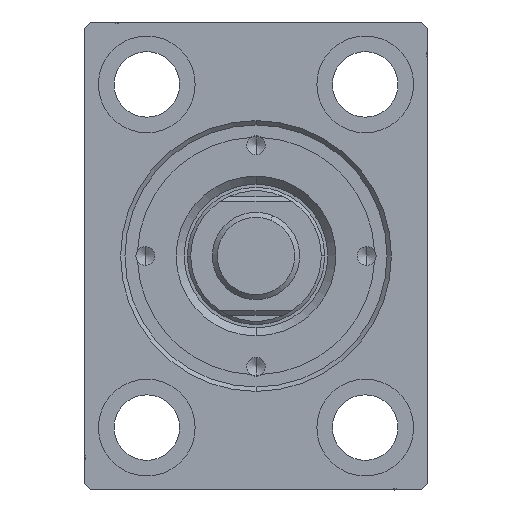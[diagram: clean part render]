
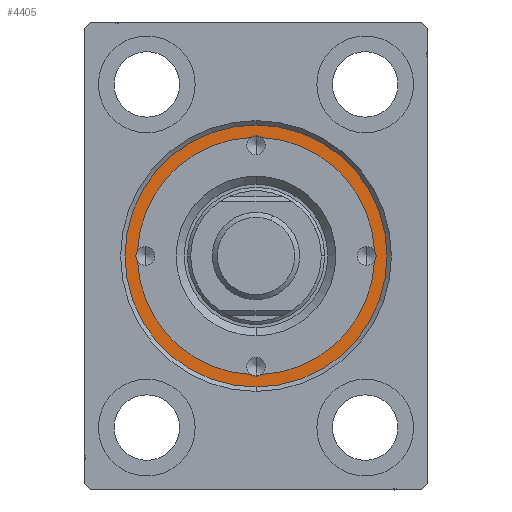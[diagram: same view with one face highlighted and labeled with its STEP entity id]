
A CAD part, left-side view. The second image highlights one B-rep face of the part: STEP entity #4405.
In plain terms, the highlighted face is planar.
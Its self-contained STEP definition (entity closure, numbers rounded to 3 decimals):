
#213 = AXIS2_PLACEMENT_3D ( 'NONE', #28496, #38798, #11078 ) ;
#394 = CARTESIAN_POINT ( 'NONE',  ( 0.858, 18.981, 10. ) ) ;
#856 = CARTESIAN_POINT ( 'NONE',  ( -19.25, 0., 10. ) ) ;
#1049 = AXIS2_PLACEMENT_3D ( 'NONE', #7593, #39200, #7836 ) ;
#1681 = PLANE ( 'NONE',  #12509 ) ;
#2056 = AXIS2_PLACEMENT_3D ( 'NONE', #41637, #13894, #43441 ) ;
#2692 = CARTESIAN_POINT ( 'NONE',  ( 18.981, 0.858, 10. ) ) ;
#2830 = DIRECTION ( 'NONE',  ( 1., 0., 0. ) ) ;
#3462 = CIRCLE ( 'NONE', #2056, 19. ) ;
#4405 = ADVANCED_FACE ( 'NONE', ( #30269, #16064 ), #1681, .T. ) ;
#4814 = AXIS2_PLACEMENT_3D ( 'NONE', #34841, #38723, #11003 ) ;
#4922 = VERTEX_POINT ( 'NONE', #9101 ) ;
#4995 = VERTEX_POINT ( 'NONE', #2692 ) ;
#5545 = DIRECTION ( 'NONE',  ( 0., 0., 1. ) ) ;
#5547 = DIRECTION ( 'NONE',  ( 0., 0., 1. ) ) ;
#5984 = CARTESIAN_POINT ( 'NONE',  ( 0., 0., 10. ) ) ;
#6589 = ORIENTED_EDGE ( 'NONE', *, *, #37034, .F. ) ;
#6657 = ORIENTED_EDGE ( 'NONE', *, *, #33180, .F. ) ;
#6758 = CIRCLE ( 'NONE', #213, 21. ) ;
#7593 = CARTESIAN_POINT ( 'NONE',  ( 0., 0., 10. ) ) ;
#7836 = DIRECTION ( 'NONE',  ( 1., 0., 0. ) ) ;
#7916 = VERTEX_POINT ( 'NONE', #856 ) ;
#8303 = EDGE_CURVE ( 'NONE', #42581, #4922, #6758, .T. ) ;
#8478 = EDGE_CURVE ( 'NONE', #19198, #14132, #17727, .T. ) ;
#8634 = AXIS2_PLACEMENT_3D ( 'NONE', #36917, #5547, #16066 ) ;
#8730 = CARTESIAN_POINT ( 'NONE',  ( -0.858, 18.981, 10. ) ) ;
#9101 = CARTESIAN_POINT ( 'NONE',  ( -21., 0., 10. ) ) ;
#9259 = DIRECTION ( 'NONE',  ( 0., 0., 1. ) ) ;
#9924 = CIRCLE ( 'NONE', #32591, 19. ) ;
#10425 = DIRECTION ( 'NONE',  ( 0., 0., 1. ) ) ;
#10581 = AXIS2_PLACEMENT_3D ( 'NONE', #38382, #13415, #27406 ) ;
#11003 = DIRECTION ( 'NONE',  ( 1., 0., 0. ) ) ;
#11078 = DIRECTION ( 'NONE',  ( 1., 0., 0. ) ) ;
#11899 = DIRECTION ( 'NONE',  ( 1., 0., 0. ) ) ;
#11977 = CIRCLE ( 'NONE', #1049, 21. ) ;
#11996 = VERTEX_POINT ( 'NONE', #42120 ) ;
#12509 = AXIS2_PLACEMENT_3D ( 'NONE', #5984, #5545, #33703 ) ;
#12804 = CIRCLE ( 'NONE', #10581, 1.5 ) ;
#13415 = DIRECTION ( 'NONE',  ( 0., 0., 1. ) ) ;
#13544 = CIRCLE ( 'NONE', #4814, 19. ) ;
#13894 = DIRECTION ( 'NONE',  ( 0., 0., 1. ) ) ;
#14132 = VERTEX_POINT ( 'NONE', #40397 ) ;
#14925 = EDGE_CURVE ( 'NONE', #11996, #26854, #12804, .T. ) ;
#15421 = DIRECTION ( 'NONE',  ( 1., 0., 0. ) ) ;
#16064 = FACE_OUTER_BOUND ( 'NONE', #22999, .T. ) ;
#16066 = DIRECTION ( 'NONE',  ( 1., 0., 0. ) ) ;
#16191 = EDGE_CURVE ( 'NONE', #14132, #11996, #13544, .T. ) ;
#16658 = CIRCLE ( 'NONE', #8634, 1.5 ) ;
#17202 = CIRCLE ( 'NONE', #42811, 1.5 ) ;
#17727 = CIRCLE ( 'NONE', #43356, 1.5 ) ;
#18034 = EDGE_CURVE ( 'NONE', #21456, #38208, #27523, .T. ) ;
#18870 = CARTESIAN_POINT ( 'NONE',  ( -17.75, 0., 10. ) ) ;
#19198 = VERTEX_POINT ( 'NONE', #21809 ) ;
#19484 = AXIS2_PLACEMENT_3D ( 'NONE', #21169, #10425, #21391 ) ;
#19502 = ORIENTED_EDGE ( 'NONE', *, *, #33391, .T. ) ;
#19987 = CARTESIAN_POINT ( 'NONE',  ( 0., -17.75, 10. ) ) ;
#20661 = ORIENTED_EDGE ( 'NONE', *, *, #42599, .F. ) ;
#20756 = CARTESIAN_POINT ( 'NONE',  ( -18.981, 0.858, 10. ) ) ;
#20878 = EDGE_CURVE ( 'NONE', #25800, #19198, #9924, .T. ) ;
#21169 = CARTESIAN_POINT ( 'NONE',  ( 0., 0., 10. ) ) ;
#21391 = DIRECTION ( 'NONE',  ( 1., 0., 0. ) ) ;
#21456 = VERTEX_POINT ( 'NONE', #8730 ) ;
#21676 = CIRCLE ( 'NONE', #29755, 1.5 ) ;
#21809 = CARTESIAN_POINT ( 'NONE',  ( -0.858, -18.981, 10. ) ) ;
#22999 = EDGE_LOOP ( 'NONE', ( #19502, #31843 ) ) ;
#24250 = DIRECTION ( 'NONE',  ( 0., 0., 1. ) ) ;
#24876 = EDGE_LOOP ( 'NONE', ( #45275, #29718, #37878, #20661, #6589, #29252, #36365, #30776, #37256, #6657 ) ) ;
#25800 = VERTEX_POINT ( 'NONE', #27767 ) ;
#26854 = VERTEX_POINT ( 'NONE', #41608 ) ;
#26860 = CARTESIAN_POINT ( 'NONE',  ( -17.75, 0., 10. ) ) ;
#27406 = DIRECTION ( 'NONE',  ( 1., 0., 0. ) ) ;
#27523 = CIRCLE ( 'NONE', #19484, 19. ) ;
#27696 = DIRECTION ( 'NONE',  ( 1., 0., 0. ) ) ;
#27746 = DIRECTION ( 'NONE',  ( 0., 0., 1. ) ) ;
#27767 = CARTESIAN_POINT ( 'NONE',  ( -18.981, -0.858, 10. ) ) ;
#28496 = CARTESIAN_POINT ( 'NONE',  ( 0., 0., 10. ) ) ;
#28781 = AXIS2_PLACEMENT_3D ( 'NONE', #18870, #32857, #15421 ) ;
#29252 = ORIENTED_EDGE ( 'NONE', *, *, #14925, .F. ) ;
#29718 = ORIENTED_EDGE ( 'NONE', *, *, #18034, .F. ) ;
#29755 = AXIS2_PLACEMENT_3D ( 'NONE', #26860, #27746, #2830 ) ;
#30269 = FACE_BOUND ( 'NONE', #24876, .T. ) ;
#30656 = VERTEX_POINT ( 'NONE', #394 ) ;
#30776 = ORIENTED_EDGE ( 'NONE', *, *, #8478, .F. ) ;
#31843 = ORIENTED_EDGE ( 'NONE', *, *, #8303, .T. ) ;
#32591 = AXIS2_PLACEMENT_3D ( 'NONE', #44651, #24250, #27696 ) ;
#32857 = DIRECTION ( 'NONE',  ( 0., 0., 1. ) ) ;
#33180 = EDGE_CURVE ( 'NONE', #7916, #25800, #38298, .T. ) ;
#33391 = EDGE_CURVE ( 'NONE', #4922, #42581, #11977, .T. ) ;
#33703 = DIRECTION ( 'NONE',  ( 1., 0., 0. ) ) ;
#34196 = DIRECTION ( 'NONE',  ( 1., 0., 0. ) ) ;
#34841 = CARTESIAN_POINT ( 'NONE',  ( 0., 0., 10. ) ) ;
#35966 = DIRECTION ( 'NONE',  ( 0., 0., 1. ) ) ;
#36365 = ORIENTED_EDGE ( 'NONE', *, *, #16191, .F. ) ;
#36433 = CARTESIAN_POINT ( 'NONE',  ( 17.75, 0., 10. ) ) ;
#36917 = CARTESIAN_POINT ( 'NONE',  ( 0., 17.75, 10. ) ) ;
#37034 = EDGE_CURVE ( 'NONE', #26854, #4995, #17202, .T. ) ;
#37256 = ORIENTED_EDGE ( 'NONE', *, *, #20878, .F. ) ;
#37878 = ORIENTED_EDGE ( 'NONE', *, *, #43254, .F. ) ;
#38208 = VERTEX_POINT ( 'NONE', #20756 ) ;
#38298 = CIRCLE ( 'NONE', #28781, 1.5 ) ;
#38382 = CARTESIAN_POINT ( 'NONE',  ( 17.75, 0., 10. ) ) ;
#38723 = DIRECTION ( 'NONE',  ( 0., 0., 1. ) ) ;
#38798 = DIRECTION ( 'NONE',  ( 0., 0., 1. ) ) ;
#39200 = DIRECTION ( 'NONE',  ( 0., 0., 1. ) ) ;
#39626 = EDGE_CURVE ( 'NONE', #38208, #7916, #21676, .T. ) ;
#40397 = CARTESIAN_POINT ( 'NONE',  ( 0.858, -18.981, 10. ) ) ;
#41608 = CARTESIAN_POINT ( 'NONE',  ( 19.25, 0., 10. ) ) ;
#41637 = CARTESIAN_POINT ( 'NONE',  ( 0., 0., 10. ) ) ;
#42120 = CARTESIAN_POINT ( 'NONE',  ( 18.981, -0.858, 10. ) ) ;
#42581 = VERTEX_POINT ( 'NONE', #45296 ) ;
#42599 = EDGE_CURVE ( 'NONE', #4995, #30656, #3462, .T. ) ;
#42811 = AXIS2_PLACEMENT_3D ( 'NONE', #36433, #35966, #11899 ) ;
#43254 = EDGE_CURVE ( 'NONE', #30656, #21456, #16658, .T. ) ;
#43356 = AXIS2_PLACEMENT_3D ( 'NONE', #19987, #9259, #34196 ) ;
#43441 = DIRECTION ( 'NONE',  ( 1., 0., 0. ) ) ;
#44651 = CARTESIAN_POINT ( 'NONE',  ( 0., 0., 10. ) ) ;
#45275 = ORIENTED_EDGE ( 'NONE', *, *, #39626, .F. ) ;
#45296 = CARTESIAN_POINT ( 'NONE',  ( 21., 0., 10. ) ) ;
